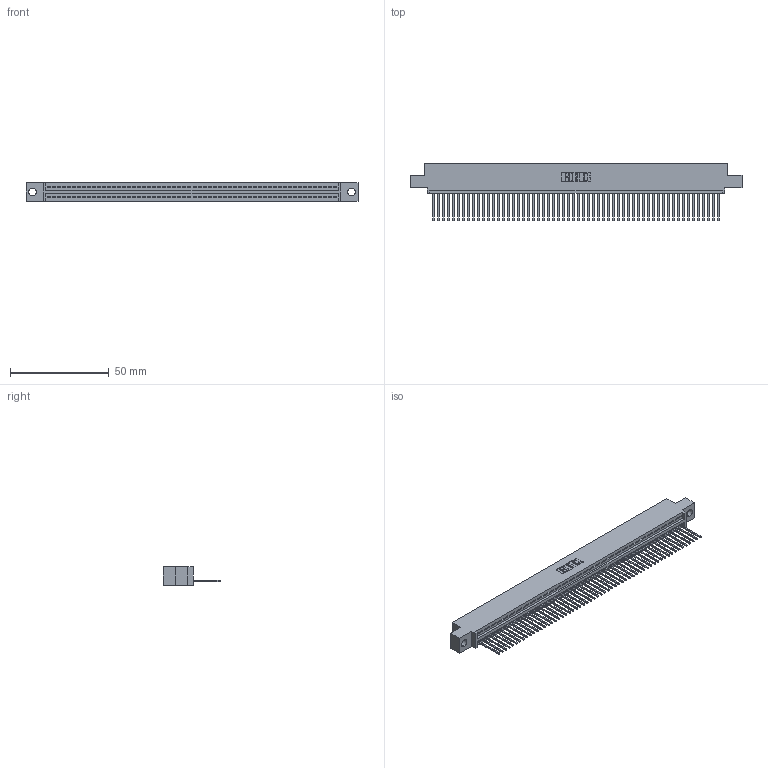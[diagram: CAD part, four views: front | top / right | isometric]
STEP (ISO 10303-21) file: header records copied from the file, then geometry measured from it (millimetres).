
FILE_DESCRIPTION (( 'STEP AP203' ), '1' );
FILE_NAME ('395-058-540-404.STEP', '2021-05-31T21:43:17', ( '' ), ( '' ), 'SwSTEP 2.0', 'SolidWorks 2020', '' );
FILE_SCHEMA (( 'CONFIG_CONTROL_DESIGN' ));
Length unit declared in the file: inch
Products named in the file (3): 395-058-540-404; 345 Part_0.110 Offset - 0.156 Dia-TI; 345-292-001_345-293-140
Assembly tree (59 placements, depth 2):
  395-058-540-404
    345 Part_0.110 Offset - 0.156 Dia-TI
    345-292-001_345-293-140  x58
Bounding box: 168.53 x 29.13 x 9.4 mm (x, y, z)
Volume: 16037.3 mm3; surface area: 22019.1 mm2
Topology: 59 solids, 59 shells, 3508 faces, 10597 edges, 6986 vertices
Faces by surface type: plane 2418, cylinder 1090
Entity records: 42067 total; most frequent: CARTESIAN_POINT 7296, ORIENTED_EDGE 7286, DIRECTION 6347, EDGE_CURVE 3643, LINE 3279, VECTOR 3279, VERTEX_POINT 2426, AXIS2_PLACEMENT_3D 1534
